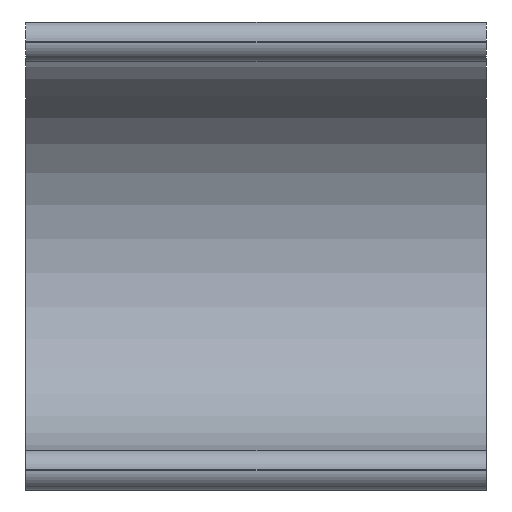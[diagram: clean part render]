
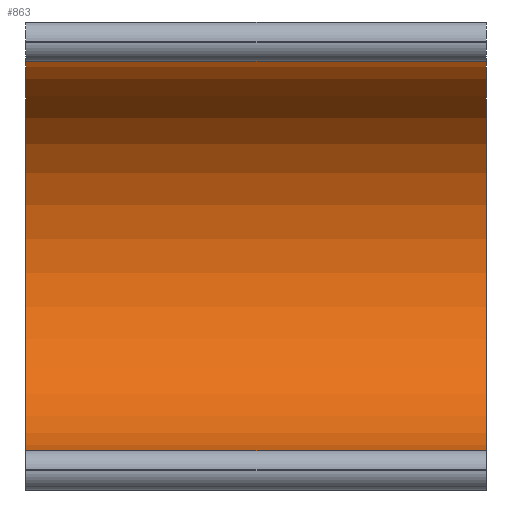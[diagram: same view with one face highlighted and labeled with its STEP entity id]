
A CAD part, left-side view. The second image highlights one B-rep face of the part: STEP entity #863.
In plain terms, the highlighted cylindrical face has radius 5.1 mm (diameter 10.2 mm), a partial arc.
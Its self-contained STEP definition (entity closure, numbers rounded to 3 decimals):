
#107=FACE_OUTER_BOUND('',#161,.T.);
#161=EDGE_LOOP('',(#681,#682,#683,#684));
#225=LINE('',#1614,#275);
#226=LINE('',#1617,#276);
#275=VECTOR('',#1183,10.);
#276=VECTOR('',#1186,10.);
#334=CIRCLE('',#963,5.1);
#341=CIRCLE('',#972,5.1);
#414=VERTEX_POINT('',#1598);
#415=VERTEX_POINT('',#1600);
#420=VERTEX_POINT('',#1612);
#421=VERTEX_POINT('',#1616);
#518=EDGE_CURVE('',#414,#415,#334,.T.);
#525=EDGE_CURVE('',#415,#420,#225,.T.);
#526=EDGE_CURVE('',#421,#414,#226,.T.);
#527=EDGE_CURVE('',#420,#421,#341,.T.);
#681=ORIENTED_EDGE('',*,*,#525,.F.);
#682=ORIENTED_EDGE('',*,*,#518,.F.);
#683=ORIENTED_EDGE('',*,*,#526,.F.);
#684=ORIENTED_EDGE('',*,*,#527,.F.);
#819=CYLINDRICAL_SURFACE('',#971,5.1);
#863=ADVANCED_FACE('',(#107),#819,.F.);
#963=AXIS2_PLACEMENT_3D('',#1601,#1167,#1168);
#971=AXIS2_PLACEMENT_3D('',#1615,#1184,#1185);
#972=AXIS2_PLACEMENT_3D('',#1618,#1187,#1188);
#1167=DIRECTION('center_axis',(0.,1.,0.));
#1168=DIRECTION('ref_axis',(0.,0.,1.));
#1183=DIRECTION('',(0.,1.,0.));
#1184=DIRECTION('center_axis',(0.,1.,0.));
#1185=DIRECTION('ref_axis',(0.,0.,1.));
#1186=DIRECTION('',(0.,-1.,0.));
#1187=DIRECTION('center_axis',(0.,-1.,0.));
#1188=DIRECTION('ref_axis',(0.,0.,1.));
#1598=CARTESIAN_POINT('',(0.455,0.,5.08));
#1600=CARTESIAN_POINT('',(0.455,0.,-5.08));
#1601=CARTESIAN_POINT('Origin',(0.,0.,0.));
#1612=CARTESIAN_POINT('',(0.455,12.,-5.08));
#1614=CARTESIAN_POINT('',(0.455,0.,-5.08));
#1615=CARTESIAN_POINT('Origin',(0.,0.,0.));
#1616=CARTESIAN_POINT('',(0.455,12.,5.08));
#1617=CARTESIAN_POINT('',(0.455,0.,5.08));
#1618=CARTESIAN_POINT('Origin',(0.,12.,0.));
